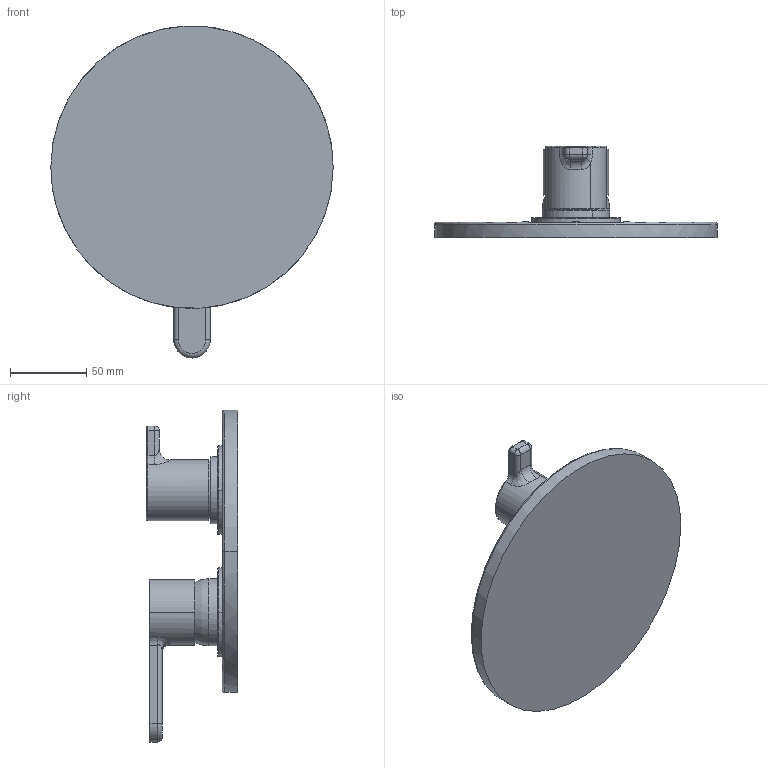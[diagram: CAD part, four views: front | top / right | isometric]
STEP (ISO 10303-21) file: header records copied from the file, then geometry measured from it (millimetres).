
FILE_DESCRIPTION(('CATIA V5 STEP Exchange','CAx-IF Rec.Pracs.--- Model Styling and Organization---1.5--- 2016-08-15','CAx-IF Rec.Pracs.---Supplemental Geometry---1.0---2011-11-01','CAx-IF Rec.Pracs.--- Composite Materials ---3.4---2017-06-13','CAx-IF Rec.Pracs.---Tessellated 3D Geometry---1.0---2015-12-17'),'2;1');
FILE_NAME('C20BM030 - rendering.stp','2022-04-04T09:14:13+00:00',('none'),('none'),'CATIA Version 5-6 Release 2020 SP2','CATIA V5 STEP AP242 v2','none');
FILE_SCHEMA(('AP242_MANAGED_MODEL_BASED_3D_ENGINEERING_MIM_LF {1 0 10303 442 1 1 4}'));
Length unit declared in the file: millimetre
Products named in the file (1): Standard Part 2017
Bounding box: 185 x 59.8 x 217.5 mm (x, y, z)
Volume: 425362.2 mm3; surface area: 77266.4 mm2
Topology: 1 solids, 1 shells, 372 faces, 982 edges, 640 vertices
Faces by surface type: plane 269, cylinder 71, torus 21, bspline 7, sphere 4
Entity records: 11778 total; most frequent: CARTESIAN_POINT 2893, ORIENTED_EDGE 1960, DIRECTION 1557, EDGE_CURVE 980, VECTOR 776, LINE 776, VERTEX_POINT 640, AXIS2_PLACEMENT_3D 481
